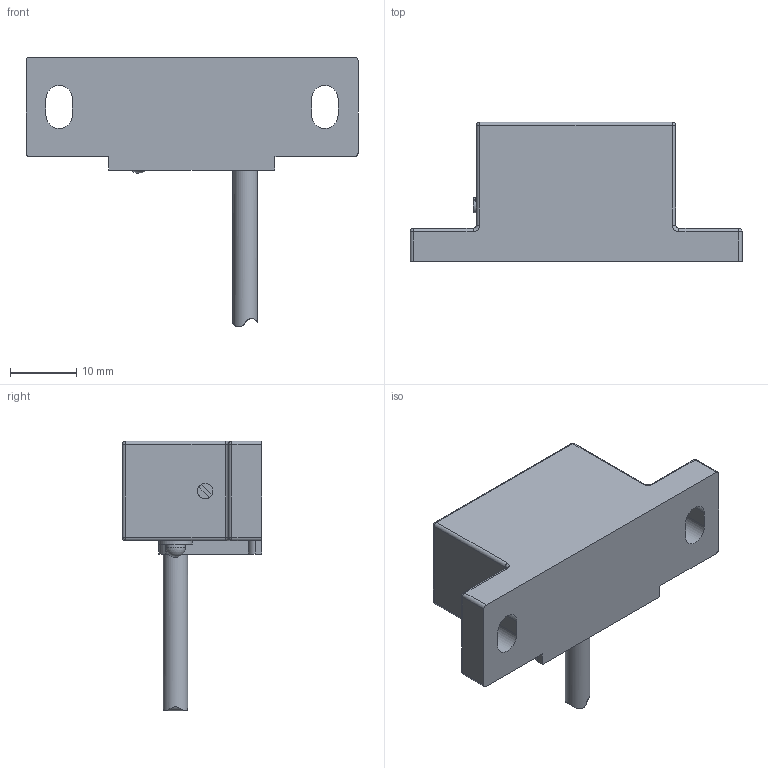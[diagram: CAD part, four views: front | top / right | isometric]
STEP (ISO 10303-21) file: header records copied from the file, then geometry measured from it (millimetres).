
FILE_DESCRIPTION(/* description */ (''),/* implementation_level */ '2;1');
FILE_NAME(/* name */ 'KA9531_Shrinkwrap_1.stp',/* time_stamp */ '2021-08-18T14:20:21+02:00',/* author */ ('Krieger Anja'),/* organization */ (''),/* preprocessor_version */ 'ST-DEVELOPER v18.1',/* originating_system */ 'Autodesk Inventor 2021',/* authorisation */ '');
FILE_SCHEMA (('AUTOMOTIVE_DESIGN { 1 0 10303 214 3 1 1 }'));
Length unit declared in the file: millimetre
Products named in the file (1): KA9531_Shrinkwrap_1
Bounding box: 50 x 21 x 40.62 mm (x, y, z)
Volume: 11170 mm3; surface area: 4096.8 mm2
Topology: 1 solids, 1 shells, 75 faces, 174 edges, 105 vertices
Faces by surface type: cylinder 34, plane 28, sphere 9, torus 4
Full cylindrical faces by diameter (mm): 2.3 x1, 3 x1, 3.7 x1, 5 x2
Entity records: 2321 total; most frequent: CARTESIAN_POINT 422, DIRECTION 392, ORIENTED_EDGE 346, EDGE_CURVE 173, AXIS2_PLACEMENT_3D 147, VERTEX_POINT 105, LINE 98, VECTOR 98
